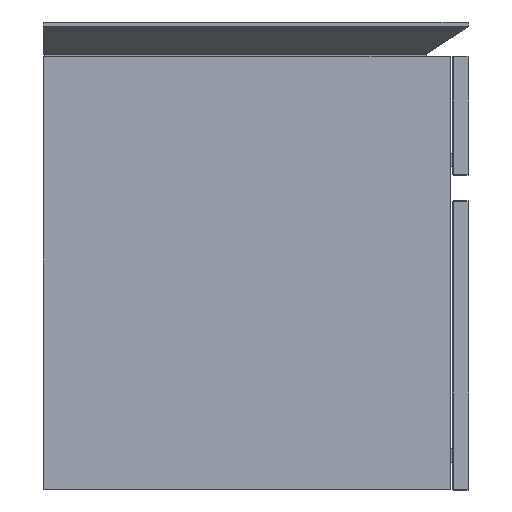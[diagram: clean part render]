
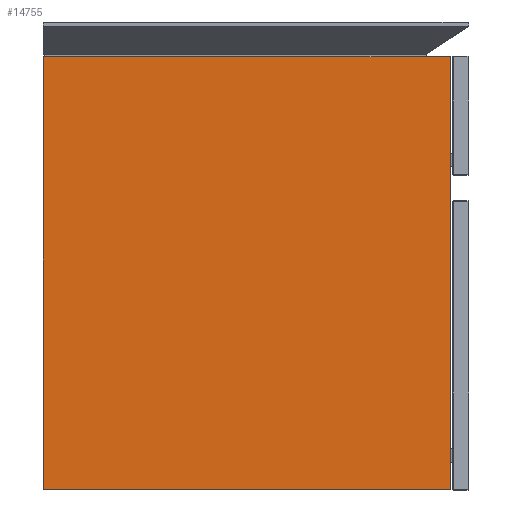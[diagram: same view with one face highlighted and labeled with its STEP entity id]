
A CAD part, left-side view. The second image highlights one B-rep face of the part: STEP entity #14755.
In plain terms, the highlighted planar face has unit normal (-1, 0, 0).
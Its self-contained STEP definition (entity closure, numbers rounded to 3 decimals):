
#14699=CARTESIAN_POINT('',(-1190.238,22439.525,-509.2));
#14700=VERTEX_POINT('',#14699);
#14708=CARTESIAN_POINT('',(-1190.238,21961.325,-509.2));
#14709=VERTEX_POINT('',#14708);
#14716=CARTESIAN_POINT('',(-1190.238,21961.325,-509.2));
#14717=DIRECTION('',(0.0,1.0,0.0));
#14718=VECTOR('',#14717,478.2);
#14719=LINE('',#14716,#14718);
#14720=EDGE_CURVE('',#14709,#14700,#14719,.T.);
#14725=CARTESIAN_POINT('',(-1190.238,22200.425,-0.799));
#14726=DIRECTION('',(-1.0,0.0,0.0));
#14727=DIRECTION('',(0.0,0.0,1.0));
#14728=AXIS2_PLACEMENT_3D('',#14725,#14726,#14727);
#14729=PLANE('',#14728);
#14730=ORIENTED_EDGE('',*,*,#14720,.F.);
#14731=CARTESIAN_POINT('',(-1190.238,21961.325,-0.8));
#14732=VERTEX_POINT('',#14731);
#14733=CARTESIAN_POINT('',(-1190.238,21961.325,-0.8));
#14734=DIRECTION('',(0.0,0.0,-1.0));
#14735=VECTOR('',#14734,508.4);
#14736=LINE('',#14733,#14735);
#14737=EDGE_CURVE('',#14732,#14709,#14736,.T.);
#14738=ORIENTED_EDGE('',*,*,#14737,.F.);
#14739=CARTESIAN_POINT('',(-1190.238,22439.525,-0.8));
#14740=VERTEX_POINT('',#14739);
#14741=CARTESIAN_POINT('',(-1190.238,22439.525,-0.8));
#14742=DIRECTION('',(0.0,-1.0,0.0));
#14743=VECTOR('',#14742,478.2);
#14744=LINE('',#14741,#14743);
#14745=EDGE_CURVE('',#14740,#14732,#14744,.T.);
#14746=ORIENTED_EDGE('',*,*,#14745,.F.);
#14747=CARTESIAN_POINT('',(-1190.238,22439.525,-509.2));
#14748=DIRECTION('',(0.0,0.0,1.0));
#14749=VECTOR('',#14748,508.4);
#14750=LINE('',#14747,#14749);
#14751=EDGE_CURVE('',#14700,#14740,#14750,.T.);
#14752=ORIENTED_EDGE('',*,*,#14751,.F.);
#14753=EDGE_LOOP('',(#14730,#14738,#14746,#14752));
#14754=FACE_OUTER_BOUND('',#14753,.T.);
#14755=ADVANCED_FACE('',(#14754),#14729,.T.);
